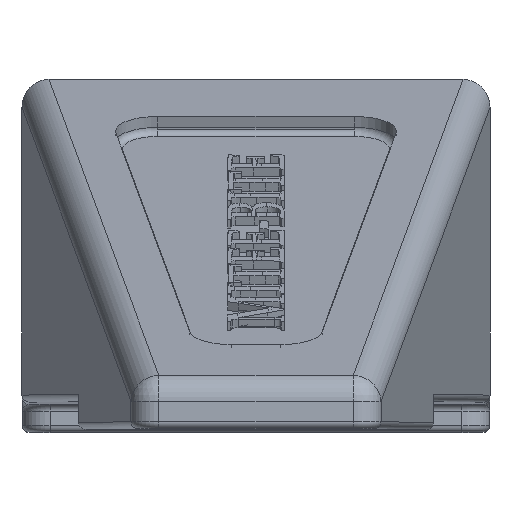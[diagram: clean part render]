
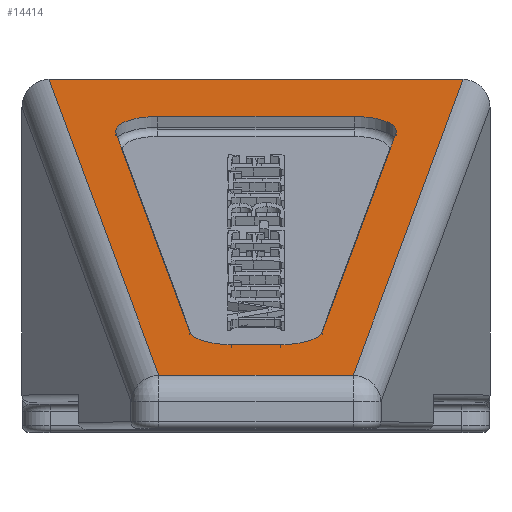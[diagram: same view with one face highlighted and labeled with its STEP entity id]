
A CAD part, top view. The second image highlights one B-rep face of the part: STEP entity #14414.
In plain terms, the highlighted planar face has unit normal (0, 0.937, 0.348).
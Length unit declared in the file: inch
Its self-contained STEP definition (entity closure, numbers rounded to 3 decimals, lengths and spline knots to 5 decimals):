
#188 = DIRECTION ( 'NONE',  ( 0.128, 0.345, -0.93 ) ) ;
#259 = CARTESIAN_POINT ( 'NONE',  ( -0.21019, 0.63858, 1.04998 ) ) ;
#274 = LINE ( 'NONE', #1533, #3678 ) ;
#524 = VERTEX_POINT ( 'NONE', #4253 ) ;
#724 = VERTEX_POINT ( 'NONE', #858 ) ;
#800 = EDGE_LOOP ( 'NONE', ( #821, #1234, #9444, #7246, #6974, #10751 ) ) ;
#821 = ORIENTED_EDGE ( 'NONE', *, *, #3059, .T. ) ;
#844 = CARTESIAN_POINT ( 'NONE',  ( -0.44076, 0.75, 0.75 ) ) ;
#858 = CARTESIAN_POINT ( 'NONE',  ( 0.44, 0.75, 0.75 ) ) ;
#932 = DIRECTION ( 'NONE',  ( 0., 0.348, -0.937 ) ) ;
#989 = CARTESIAN_POINT ( 'NONE',  ( 0.05247, 0.21142, 2.20002 ) ) ;
#1234 = ORIENTED_EDGE ( 'NONE', *, *, #8364, .T. ) ;
#1253 = CARTESIAN_POINT ( 'NONE',  ( -0.05247, 0.18008, 2.28439 ) ) ;
#1317 = LINE ( 'NONE', #14245, #15070 ) ;
#1343 = DIRECTION ( 'NONE',  ( -1., 0., 0. ) ) ;
#1533 = CARTESIAN_POINT ( 'NONE',  ( -0.44324, 0.75254, 0.74316 ) ) ;
#1545 = DIRECTION ( 'NONE',  ( 0., 0.348, -0.937 ) ) ;
#1578 = EDGE_CURVE ( 'NONE', #15893, #7589, #12529, .T. ) ;
#1619 = CARTESIAN_POINT ( 'NONE',  ( 0.14173, 0.20742, 2.21078 ) ) ;
#1693 = DIRECTION ( 'NONE',  ( 1., 0., 0. ) ) ;
#1704 = CARTESIAN_POINT ( 'NONE',  ( 0.44153, 0.74999, 0.75004 ) ) ;
#1730 = VERTEX_POINT ( 'NONE', #12363 ) ;
#1867 = FACE_BOUND ( 'NONE', #12675, .T. ) ;
#2103 = CIRCLE ( 'NONE', #14618, 0.09 ) ;
#2289 = DIRECTION ( 'NONE',  ( 0., 0.348, -0.937 ) ) ;
#2300 = CARTESIAN_POINT ( 'NONE',  ( -0.14173, 0.20742, 2.21078 ) ) ;
#2472 = EDGE_CURVE ( 'NONE', #6981, #8590, #8788, .T. ) ;
#3059 = EDGE_CURVE ( 'NONE', #3763, #15892, #13554, .T. ) ;
#3107 = LINE ( 'NONE', #5060, #9591 ) ;
#3276 = LINE ( 'NONE', #7925, #13194 ) ;
#3435 = CARTESIAN_POINT ( 'NONE',  ( -0.44229, 0.74996, 0.75012 ) ) ;
#3462 = VECTOR ( 'NONE', #1343, 39.37008 ) ;
#3678 = VECTOR ( 'NONE', #9280, 39.37008 ) ;
#3720 = ORIENTED_EDGE ( 'NONE', *, *, #9338, .F. ) ;
#3763 = VERTEX_POINT ( 'NONE', #13904 ) ;
#3935 = VERTEX_POINT ( 'NONE', #15736 ) ;
#4080 = CARTESIAN_POINT ( 'NONE',  ( -0.5, 0.11453, 2.46089 ) ) ;
#4253 = CARTESIAN_POINT ( 'NONE',  ( 0.21019, 0.66992, 0.96561 ) ) ;
#4306 = CARTESIAN_POINT ( 'NONE',  ( 0.44, 0.75, 0.75 ) ) ;
#4324 = CARTESIAN_POINT ( 'NONE',  ( 0.29945, 0.63458, 1.06073 ) ) ;
#4377 = EDGE_CURVE ( 'NONE', #15063, #15464, #3276, .T. ) ;
#4607 = AXIS2_PLACEMENT_3D ( 'NONE', #10229, #5066, #14110 ) ;
#4885 = FACE_OUTER_BOUND ( 'NONE', #800, .T. ) ;
#5060 = CARTESIAN_POINT ( 'NONE',  ( -0.5, 0.75, 0.75 ) ) ;
#5066 = DIRECTION ( 'NONE',  ( 0., -0.937, -0.348 ) ) ;
#5138 = ORIENTED_EDGE ( 'NONE', *, *, #13103, .F. ) ;
#5152 = CARTESIAN_POINT ( 'NONE',  ( 0.44229, 0.74996, 0.75012 ) ) ;
#5795 = ORIENTED_EDGE ( 'NONE', *, *, #4377, .F. ) ;
#6161 = ORIENTED_EDGE ( 'NONE', *, *, #11163, .T. ) ;
#6172 = ORIENTED_EDGE ( 'NONE', *, *, #6865, .T. ) ;
#6291 =( BOUNDED_CURVE ( )  B_SPLINE_CURVE ( 3, ( #10767, #1704, #12056, #4306 ),
 .UNSPECIFIED., .F., .T. ) 
 B_SPLINE_CURVE_WITH_KNOTS ( ( 4, 4 ),
 ( 6.24505, 6.28319 ),
 .UNSPECIFIED. ) 
 CURVE ( )  GEOMETRIC_REPRESENTATION_ITEM ( )  RATIONAL_B_SPLINE_CURVE ( ( 1., 1., 1., 1. ) ) 
 REPRESENTATION_ITEM ( '' )  );
#6300 = CARTESIAN_POINT ( 'NONE',  ( -0.44, 0.75, 0.75 ) ) ;
#6358 = DIRECTION ( 'NONE',  ( 0., -0.937, -0.348 ) ) ;
#6865 = EDGE_CURVE ( 'NONE', #15063, #7589, #14385, .T. ) ;
#6974 = ORIENTED_EDGE ( 'NONE', *, *, #14594, .T. ) ;
#6981 = VERTEX_POINT ( 'NONE', #6300 ) ;
#7246 = ORIENTED_EDGE ( 'NONE', *, *, #2472, .T. ) ;
#7538 = VECTOR ( 'NONE', #11835, 39.37008 ) ;
#7589 = VERTEX_POINT ( 'NONE', #13445 ) ;
#7883 = CARTESIAN_POINT ( 'NONE',  ( -0.20767, 0.11453, 2.46089 ) ) ;
#7925 = CARTESIAN_POINT ( 'NONE',  ( 0.3125, 0.66992, 0.96561 ) ) ;
#7968 = LINE ( 'NONE', #4080, #7538 ) ;
#8364 = EDGE_CURVE ( 'NONE', #15892, #724, #6291, .T. ) ;
#8590 = VERTEX_POINT ( 'NONE', #11758 ) ;
#8656 = DIRECTION ( 'NONE',  ( 0., -0.937, -0.348 ) ) ;
#8757 = DIRECTION ( 'NONE',  ( 0.128, -0.345, 0.93 ) ) ;
#8788 =( BOUNDED_CURVE ( )  B_SPLINE_CURVE ( 3, ( #9868, #844, #11203, #3435 ),
 .UNSPECIFIED., .F., .F. ) 
 B_SPLINE_CURVE_WITH_KNOTS ( ( 4, 4 ),
 ( 3.14159, 3.17972 ),
 .UNSPECIFIED. ) 
 CURVE ( )  GEOMETRIC_REPRESENTATION_ITEM ( )  RATIONAL_B_SPLINE_CURVE ( ( 1., 1., 1., 1. ) ) 
 REPRESENTATION_ITEM ( '' )  );
#9280 = DIRECTION ( 'NONE',  ( 0.128, -0.345, 0.93 ) ) ;
#9295 = DIRECTION ( 'NONE',  ( 0., -0.937, -0.348 ) ) ;
#9338 = EDGE_CURVE ( 'NONE', #3935, #10849, #1317, .T. ) ;
#9444 = ORIENTED_EDGE ( 'NONE', *, *, #10949, .F. ) ;
#9451 = CARTESIAN_POINT ( 'NONE',  ( 0.13164, 0.18008, 2.28439 ) ) ;
#9591 = VECTOR ( 'NONE', #11752, 39.37008 ) ;
#9868 = CARTESIAN_POINT ( 'NONE',  ( -0.44, 0.75, 0.75 ) ) ;
#10024 = EDGE_CURVE ( 'NONE', #15893, #10849, #2103, .T. ) ;
#10040 = DIRECTION ( 'NONE',  ( 0., -0.937, -0.348 ) ) ;
#10180 = AXIS2_PLACEMENT_3D ( 'NONE', #259, #9295, #1545 ) ;
#10220 = VERTEX_POINT ( 'NONE', #7883 ) ;
#10229 = CARTESIAN_POINT ( 'NONE',  ( -0.5, 0.75, 0.75 ) ) ;
#10499 = AXIS2_PLACEMENT_3D ( 'NONE', #989, #10040, #2289 ) ;
#10751 = ORIENTED_EDGE ( 'NONE', *, *, #11145, .T. ) ;
#10767 = CARTESIAN_POINT ( 'NONE',  ( 0.44229, 0.74996, 0.75012 ) ) ;
#10809 = AXIS2_PLACEMENT_3D ( 'NONE', #14094, #6358, #15393 ) ;
#10849 = VERTEX_POINT ( 'NONE', #2300 ) ;
#10949 = EDGE_CURVE ( 'NONE', #6981, #724, #3107, .T. ) ;
#11016 = CIRCLE ( 'NONE', #10180, 0.09 ) ;
#11145 = EDGE_CURVE ( 'NONE', #10220, #3763, #7968, .T. ) ;
#11163 = EDGE_CURVE ( 'NONE', #3935, #1730, #11016, .T. ) ;
#11203 = CARTESIAN_POINT ( 'NONE',  ( -0.44153, 0.74999, 0.75004 ) ) ;
#11274 = DIRECTION ( 'NONE',  ( 0.128, 0.345, -0.93 ) ) ;
#11711 = ORIENTED_EDGE ( 'NONE', *, *, #13209, .T. ) ;
#11752 = DIRECTION ( 'NONE',  ( 1., 0., 0. ) ) ;
#11758 = CARTESIAN_POINT ( 'NONE',  ( -0.44229, 0.74996, 0.75012 ) ) ;
#11835 = DIRECTION ( 'NONE',  ( 1., 0., 0. ) ) ;
#12056 = CARTESIAN_POINT ( 'NONE',  ( 0.44076, 0.75, 0.75 ) ) ;
#12160 = CIRCLE ( 'NONE', #10809, 0.09 ) ;
#12363 = CARTESIAN_POINT ( 'NONE',  ( -0.21019, 0.66992, 0.96561 ) ) ;
#12529 = LINE ( 'NONE', #9451, #12937 ) ;
#12553 = CARTESIAN_POINT ( 'NONE',  ( 0.42698, 0.70851, 0.86172 ) ) ;
#12675 = EDGE_LOOP ( 'NONE', ( #13196, #13203, #3720, #6161, #5138, #11711, #5795, #6172 ) ) ;
#12812 = PLANE ( 'NONE',  #4607 ) ;
#12937 = VECTOR ( 'NONE', #1693, 39.37008 ) ;
#12961 = LINE ( 'NONE', #15652, #3462 ) ;
#13103 = EDGE_CURVE ( 'NONE', #524, #1730, #12961, .T. ) ;
#13194 = VECTOR ( 'NONE', #188, 39.37008 ) ;
#13196 = ORIENTED_EDGE ( 'NONE', *, *, #1578, .F. ) ;
#13203 = ORIENTED_EDGE ( 'NONE', *, *, #10024, .T. ) ;
#13209 = EDGE_CURVE ( 'NONE', #524, #15464, #12160, .T. ) ;
#13445 = CARTESIAN_POINT ( 'NONE',  ( 0.05247, 0.18008, 2.28439 ) ) ;
#13554 = LINE ( 'NONE', #12553, #13940 ) ;
#13904 = CARTESIAN_POINT ( 'NONE',  ( 0.20767, 0.11453, 2.46089 ) ) ;
#13940 = VECTOR ( 'NONE', #11274, 39.37008 ) ;
#14094 = CARTESIAN_POINT ( 'NONE',  ( 0.21019, 0.63858, 1.04998 ) ) ;
#14110 = DIRECTION ( 'NONE',  ( 0., 0.348, -0.937 ) ) ;
#14245 = CARTESIAN_POINT ( 'NONE',  ( -0.13164, 0.18008, 2.28439 ) ) ;
#14385 = CIRCLE ( 'NONE', #10499, 0.09 ) ;
#14414 = ADVANCED_FACE ( 'NONE', ( #1867, #4885 ), #12812, .F. ) ;
#14594 = EDGE_CURVE ( 'NONE', #8590, #10220, #274, .T. ) ;
#14618 = AXIS2_PLACEMENT_3D ( 'NONE', #16406, #8656, #932 ) ;
#15063 = VERTEX_POINT ( 'NONE', #1619 ) ;
#15070 = VECTOR ( 'NONE', #8757, 39.37008 ) ;
#15393 = DIRECTION ( 'NONE',  ( 0., 0.348, -0.937 ) ) ;
#15464 = VERTEX_POINT ( 'NONE', #4324 ) ;
#15652 = CARTESIAN_POINT ( 'NONE',  ( -0.3125, 0.66992, 0.96561 ) ) ;
#15736 = CARTESIAN_POINT ( 'NONE',  ( -0.29945, 0.63458, 1.06073 ) ) ;
#15892 = VERTEX_POINT ( 'NONE', #5152 ) ;
#15893 = VERTEX_POINT ( 'NONE', #1253 ) ;
#16406 = CARTESIAN_POINT ( 'NONE',  ( -0.05247, 0.21142, 2.20002 ) ) ;
